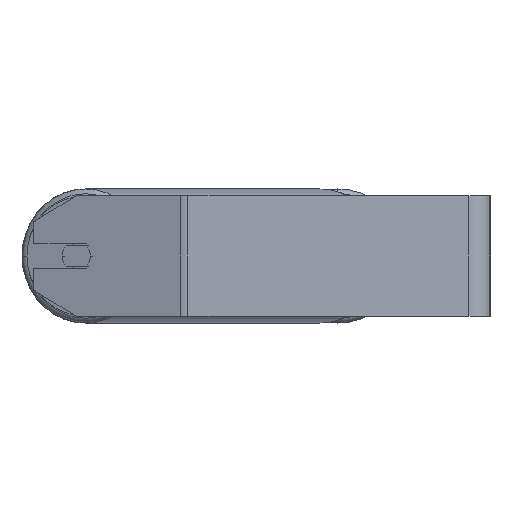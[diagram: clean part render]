
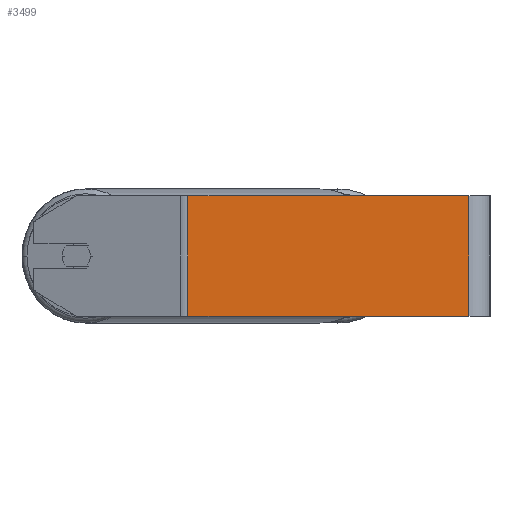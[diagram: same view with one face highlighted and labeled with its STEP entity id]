
A CAD part, left-side view. The second image highlights one B-rep face of the part: STEP entity #3499.
In plain terms, the highlighted planar face has unit normal (-1, 0, 0).
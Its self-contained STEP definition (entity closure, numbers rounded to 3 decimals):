
#134 = LINE ( 'NONE', #1946, #2006 ) ;
#734 = VERTEX_POINT ( 'NONE', #3131 ) ;
#918 = VECTOR ( 'NONE', #3798, 1000. ) ;
#1692 = ORIENTED_EDGE ( 'NONE', *, *, #5032, .F. ) ;
#1946 = CARTESIAN_POINT ( 'NONE',  ( -745., 202.908, -40. ) ) ;
#2006 = VECTOR ( 'NONE', #5492, 1000. ) ;
#2407 = DIRECTION ( 'NONE',  ( 0., -1., 0. ) ) ;
#2428 = EDGE_CURVE ( 'NONE', #3817, #734, #134, .T. ) ;
#2474 = PLANE ( 'NONE',  #5539 ) ;
#2479 = VERTEX_POINT ( 'NONE', #6030 ) ;
#2518 = CARTESIAN_POINT ( 'NONE',  ( -745., 14., 40. ) ) ;
#3131 = CARTESIAN_POINT ( 'NONE',  ( -745., 14., -40. ) ) ;
#3350 = EDGE_LOOP ( 'NONE', ( #5462, #7182, #1692, #6370 ) ) ;
#3438 = LINE ( 'NONE', #6155, #3710 ) ;
#3499 = ADVANCED_FACE ( 'NONE', ( #4606 ), #2474, .F. ) ;
#3710 = VECTOR ( 'NONE', #2407, 1000. ) ;
#3789 = CARTESIAN_POINT ( 'NONE',  ( -745., 200.44, 40. ) ) ;
#3798 = DIRECTION ( 'NONE',  ( 0., 0., -1. ) ) ;
#3817 = VERTEX_POINT ( 'NONE', #4404 ) ;
#3928 = VERTEX_POINT ( 'NONE', #3789 ) ;
#3936 = CARTESIAN_POINT ( 'NONE',  ( -745., 202.908, 40. ) ) ;
#4382 = CARTESIAN_POINT ( 'NONE',  ( -745., 200.44, 40. ) ) ;
#4404 = CARTESIAN_POINT ( 'NONE',  ( -745., 200.44, -40. ) ) ;
#4606 = FACE_OUTER_BOUND ( 'NONE', #3350, .T. ) ;
#5032 = EDGE_CURVE ( 'NONE', #3928, #2479, #3438, .T. ) ;
#5057 = LINE ( 'NONE', #4382, #6024 ) ;
#5462 = ORIENTED_EDGE ( 'NONE', *, *, #2428, .T. ) ;
#5492 = DIRECTION ( 'NONE',  ( 0., -1., 0. ) ) ;
#5539 = AXIS2_PLACEMENT_3D ( 'NONE', #3936, #8683, #6599 ) ;
#6024 = VECTOR ( 'NONE', #6434, 1000. ) ;
#6030 = CARTESIAN_POINT ( 'NONE',  ( -745., 14., 40. ) ) ;
#6155 = CARTESIAN_POINT ( 'NONE',  ( -745., 202.908, 40. ) ) ;
#6370 = ORIENTED_EDGE ( 'NONE', *, *, #7066, .T. ) ;
#6434 = DIRECTION ( 'NONE',  ( 0., 0., -1. ) ) ;
#6599 = DIRECTION ( 'NONE',  ( 0., 0., -1. ) ) ;
#7066 = EDGE_CURVE ( 'NONE', #3928, #3817, #5057, .T. ) ;
#7182 = ORIENTED_EDGE ( 'NONE', *, *, #7460, .F. ) ;
#7296 = LINE ( 'NONE', #2518, #918 ) ;
#7460 = EDGE_CURVE ( 'NONE', #2479, #734, #7296, .T. ) ;
#8683 = DIRECTION ( 'NONE',  ( 1., 0., 0. ) ) ;
